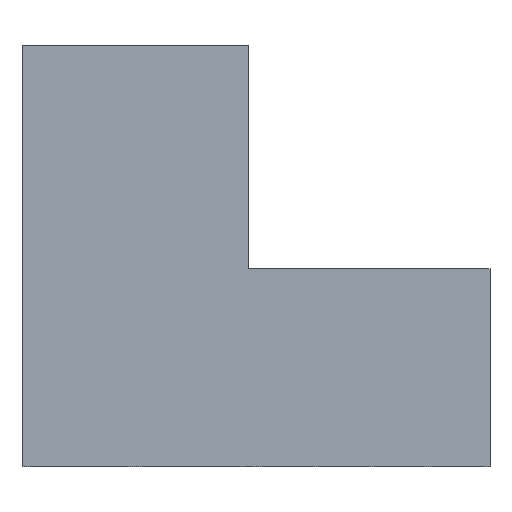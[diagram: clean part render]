
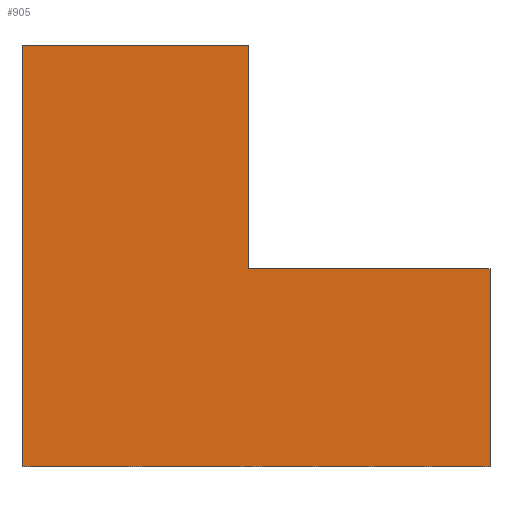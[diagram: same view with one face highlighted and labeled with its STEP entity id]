
A CAD part, top view. The second image highlights one B-rep face of the part: STEP entity #905.
In plain terms, the highlighted planar face has unit normal (0, 0, 1).
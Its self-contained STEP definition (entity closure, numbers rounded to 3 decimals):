
#862=AXIS2_PLACEMENT_3D('Plane Axis2P3D',#859,#860,#861) ;
#42=CARTESIAN_POINT('Vertex',(31.45,0.,14.9)) ;
#45=CARTESIAN_POINT('Line Origine',(15.725,0.,14.9)) ;
#49=CARTESIAN_POINT('Vertex',(0.,0.,14.9)) ;
#859=CARTESIAN_POINT('Axis2P3D Location',(0.,28.3,14.9)) ;
#864=CARTESIAN_POINT('Line Origine',(31.45,6.65,14.9)) ;
#868=CARTESIAN_POINT('Vertex',(31.45,13.3,14.9)) ;
#871=CARTESIAN_POINT('Line Origine',(23.345,13.3,14.9)) ;
#875=CARTESIAN_POINT('Vertex',(15.24,13.3,14.9)) ;
#878=CARTESIAN_POINT('Line Origine',(15.24,20.8,14.9)) ;
#882=CARTESIAN_POINT('Vertex',(15.24,28.3,14.9)) ;
#885=CARTESIAN_POINT('Line Origine',(7.62,28.3,14.9)) ;
#889=CARTESIAN_POINT('Vertex',(0.,28.3,14.9)) ;
#892=CARTESIAN_POINT('Line Origine',(0.,14.15,14.9)) ;
#46=DIRECTION('Vector Direction',(-1.,0.,0.)) ;
#860=DIRECTION('Axis2P3D Direction',(-0.,0.,1.)) ;
#861=DIRECTION('Axis2P3D XDirection',(0.,-1.,0.)) ;
#865=DIRECTION('Vector Direction',(0.,1.,0.)) ;
#872=DIRECTION('Vector Direction',(-1.,0.,0.)) ;
#879=DIRECTION('Vector Direction',(0.,-1.,0.)) ;
#886=DIRECTION('Vector Direction',(1.,0.,0.)) ;
#893=DIRECTION('Vector Direction',(0.,-1.,0.)) ;
#47=VECTOR('Line Direction',#46,1.) ;
#866=VECTOR('Line Direction',#865,1.) ;
#873=VECTOR('Line Direction',#872,1.) ;
#880=VECTOR('Line Direction',#879,1.) ;
#887=VECTOR('Line Direction',#886,1.) ;
#894=VECTOR('Line Direction',#893,1.) ;
#898=ORIENTED_EDGE('',*,*,#870,.T.) ;
#899=ORIENTED_EDGE('',*,*,#877,.T.) ;
#900=ORIENTED_EDGE('',*,*,#884,.T.) ;
#901=ORIENTED_EDGE('',*,*,#891,.F.) ;
#902=ORIENTED_EDGE('',*,*,#896,.F.) ;
#903=ORIENTED_EDGE('',*,*,#51,.F.) ;
#905=ADVANCED_FACE('HOUSING',(#904),#863,.T.) ;
#51=EDGE_CURVE('',#43,#50,#48,.T.) ;
#870=EDGE_CURVE('',#43,#869,#867,.T.) ;
#877=EDGE_CURVE('',#869,#876,#874,.T.) ;
#884=EDGE_CURVE('',#876,#883,#881,.F.) ;
#891=EDGE_CURVE('',#890,#883,#888,.T.) ;
#896=EDGE_CURVE('',#50,#890,#895,.F.) ;
#897=EDGE_LOOP('',(#898,#899,#900,#901,#902,#903)) ;
#904=FACE_OUTER_BOUND('',#897,.T.) ;
#48=LINE('Line',#45,#47) ;
#867=LINE('Line',#864,#866) ;
#874=LINE('Line',#871,#873) ;
#881=LINE('Line',#878,#880) ;
#888=LINE('Line',#885,#887) ;
#895=LINE('Line',#892,#894) ;
#863=PLANE('',#862) ;
#43=VERTEX_POINT('',#42) ;
#50=VERTEX_POINT('',#49) ;
#869=VERTEX_POINT('',#868) ;
#876=VERTEX_POINT('',#875) ;
#883=VERTEX_POINT('',#882) ;
#890=VERTEX_POINT('',#889) ;
